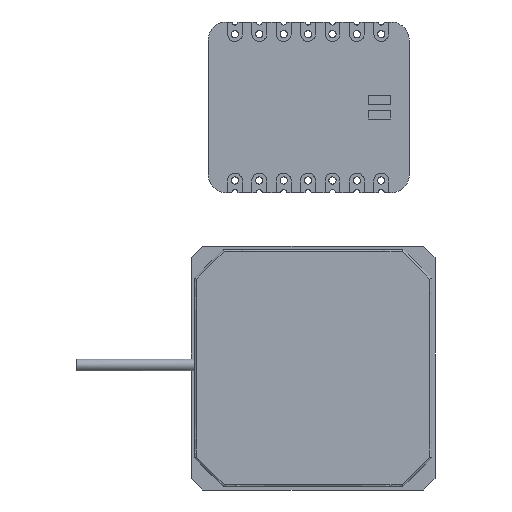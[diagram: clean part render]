
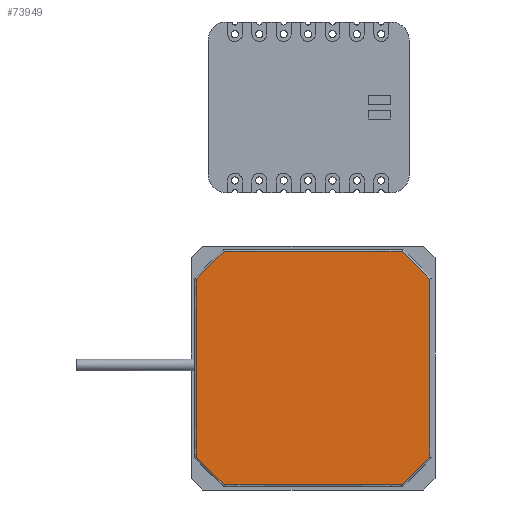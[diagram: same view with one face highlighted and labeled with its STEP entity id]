
A CAD part, front view. The second image highlights one B-rep face of the part: STEP entity #73949.
In plain terms, the highlighted free-form (B-spline) face has degree [1, 1] with [2, 2] control points.
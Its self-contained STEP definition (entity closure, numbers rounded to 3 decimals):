
#73949 = ADVANCED_FACE('',(#73950),#74008,.F.);
#73950 = FACE_BOUND('',#73951,.T.);
#73951 = EDGE_LOOP('',(#73952,#73961,#73968,#73975,#73982,#73989,#73996,
    #74003));
#73952 = ORIENTED_EDGE('',*,*,#73953,.F.);
#73953 = EDGE_CURVE('',#73954,#73956,#73958,.T.);
#73954 = VERTEX_POINT('',#73955);
#73955 = CARTESIAN_POINT('',(16.046,-0.309,
    -29.383));
#73956 = VERTEX_POINT('',#73957);
#73957 = CARTESIAN_POINT('',(20.058,-0.309,
    -33.396));
#73958 = B_SPLINE_CURVE_WITH_KNOTS('',1,(#73959,#73960),.UNSPECIFIED.,
  .F.,.F.,(2,2),(0.,4.077),.PIECEWISE_BEZIER_KNOTS.);
#73959 = CARTESIAN_POINT('',(16.046,-0.309,
    -29.383));
#73960 = CARTESIAN_POINT('',(20.058,-0.309,
    -33.396));
#73961 = ORIENTED_EDGE('',*,*,#73962,.T.);
#73962 = EDGE_CURVE('',#73954,#73963,#73965,.T.);
#73963 = VERTEX_POINT('',#73964);
#73964 = CARTESIAN_POINT('',(-9.75,-0.309,
    -29.383));
#73965 = B_SPLINE_CURVE_WITH_KNOTS('',1,(#73966,#73967),.UNSPECIFIED.,
  .F.,.F.,(2,2),(0.,18.534),.PIECEWISE_BEZIER_KNOTS.);
#73966 = CARTESIAN_POINT('',(16.046,-0.309,
    -29.383));
#73967 = CARTESIAN_POINT('',(-9.75,-0.309,
    -29.383));
#73968 = ORIENTED_EDGE('',*,*,#73969,.F.);
#73969 = EDGE_CURVE('',#73970,#73963,#73972,.T.);
#73970 = VERTEX_POINT('',#73971);
#73971 = CARTESIAN_POINT('',(-13.762,-0.309,
    -33.396));
#73972 = B_SPLINE_CURVE_WITH_KNOTS('',1,(#73973,#73974),.UNSPECIFIED.,
  .F.,.F.,(2,2),(0.,4.077),.PIECEWISE_BEZIER_KNOTS.);
#73973 = CARTESIAN_POINT('',(-13.762,-0.309,
    -33.396));
#73974 = CARTESIAN_POINT('',(-9.75,-0.309,
    -29.383));
#73975 = ORIENTED_EDGE('',*,*,#73976,.T.);
#73976 = EDGE_CURVE('',#73970,#73977,#73979,.T.);
#73977 = VERTEX_POINT('',#73978);
#73978 = CARTESIAN_POINT('',(-13.762,-0.309,
    -59.191));
#73979 = B_SPLINE_CURVE_WITH_KNOTS('',1,(#73980,#73981),.UNSPECIFIED.,
  .F.,.F.,(2,2),(0.,18.534),.PIECEWISE_BEZIER_KNOTS.);
#73980 = CARTESIAN_POINT('',(-13.762,-0.309,
    -33.396));
#73981 = CARTESIAN_POINT('',(-13.762,-0.309,
    -59.191));
#73982 = ORIENTED_EDGE('',*,*,#73983,.F.);
#73983 = EDGE_CURVE('',#73984,#73977,#73986,.T.);
#73984 = VERTEX_POINT('',#73985);
#73985 = CARTESIAN_POINT('',(-9.75,-0.309,
    -63.204));
#73986 = B_SPLINE_CURVE_WITH_KNOTS('',1,(#73987,#73988),.UNSPECIFIED.,
  .F.,.F.,(2,2),(0.,4.077),.PIECEWISE_BEZIER_KNOTS.);
#73987 = CARTESIAN_POINT('',(-9.75,-0.309,
    -63.204));
#73988 = CARTESIAN_POINT('',(-13.762,-0.309,
    -59.191));
#73989 = ORIENTED_EDGE('',*,*,#73990,.T.);
#73990 = EDGE_CURVE('',#73984,#73991,#73993,.T.);
#73991 = VERTEX_POINT('',#73992);
#73992 = CARTESIAN_POINT('',(16.046,-0.309,
    -63.204));
#73993 = B_SPLINE_CURVE_WITH_KNOTS('',1,(#73994,#73995),.UNSPECIFIED.,
  .F.,.F.,(2,2),(0.,18.534),.PIECEWISE_BEZIER_KNOTS.);
#73994 = CARTESIAN_POINT('',(-9.75,-0.309,
    -63.204));
#73995 = CARTESIAN_POINT('',(16.046,-0.309,
    -63.204));
#73996 = ORIENTED_EDGE('',*,*,#73997,.F.);
#73997 = EDGE_CURVE('',#73998,#73991,#74000,.T.);
#73998 = VERTEX_POINT('',#73999);
#73999 = CARTESIAN_POINT('',(20.058,-0.309,
    -59.191));
#74000 = B_SPLINE_CURVE_WITH_KNOTS('',1,(#74001,#74002),.UNSPECIFIED.,
  .F.,.F.,(2,2),(0.,4.077),.PIECEWISE_BEZIER_KNOTS.);
#74001 = CARTESIAN_POINT('',(20.058,-0.309,
    -59.191));
#74002 = CARTESIAN_POINT('',(16.046,-0.309,
    -63.204));
#74003 = ORIENTED_EDGE('',*,*,#74004,.T.);
#74004 = EDGE_CURVE('',#73998,#73956,#74005,.T.);
#74005 = B_SPLINE_CURVE_WITH_KNOTS('',1,(#74006,#74007),.UNSPECIFIED.,
  .F.,.F.,(2,2),(0.,18.534),.PIECEWISE_BEZIER_KNOTS.);
#74006 = CARTESIAN_POINT('',(20.058,-0.309,
    -59.191));
#74007 = CARTESIAN_POINT('',(20.058,-0.309,
    -33.396));
#74008 = B_SPLINE_SURFACE_WITH_KNOTS('',1,1,(
    (#74009,#74010)
    ,(#74011,#74012
    )),.UNSPECIFIED.,.F.,.F.,.F.,(2,2),(2,2),(0.2,24.5),(0.2,24.5),
  .PIECEWISE_BEZIER_KNOTS.);
#74009 = CARTESIAN_POINT('',(-13.762,-0.309,
    -29.383));
#74010 = CARTESIAN_POINT('',(-13.762,-0.309,
    -63.204));
#74011 = CARTESIAN_POINT('',(20.058,-0.309,
    -29.383));
#74012 = CARTESIAN_POINT('',(20.058,-0.309,
    -63.204));
